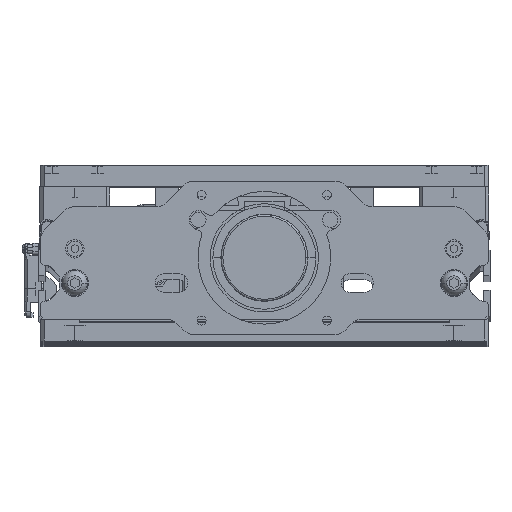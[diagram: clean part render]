
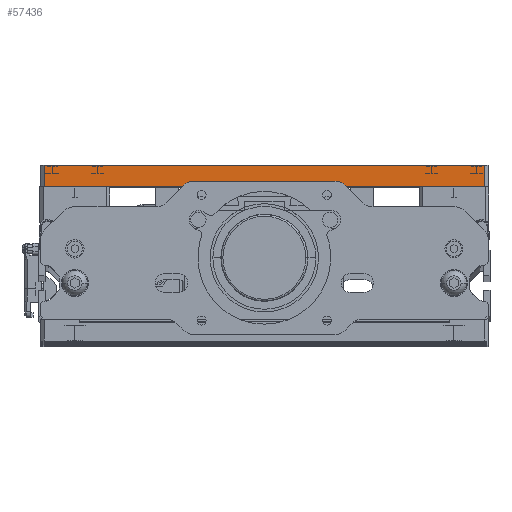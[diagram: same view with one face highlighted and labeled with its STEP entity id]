
A CAD part, top view. The second image highlights one B-rep face of the part: STEP entity #57436.
In plain terms, the highlighted planar face has unit normal (0, 0, 1).
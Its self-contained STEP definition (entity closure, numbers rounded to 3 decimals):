
#7301 = EDGE_CURVE ( 'NONE', #62630, #13149, #57426, .T. ) ;
#13149 = VERTEX_POINT ( 'NONE', #33174 ) ;
#14862 = DIRECTION ( 'NONE',  ( 0., 0., 1. ) ) ;
#18637 = EDGE_LOOP ( 'NONE', ( #94963, #95651, #37963, #31786 ) ) ;
#19446 = DIRECTION ( 'NONE',  ( 0., 1., 0. ) ) ;
#20409 = CARTESIAN_POINT ( 'NONE',  ( 122., 88., 335. ) ) ;
#24378 = LINE ( 'NONE', #69325, #69134 ) ;
#24679 = FACE_OUTER_BOUND ( 'NONE', #18637, .T. ) ;
#25650 = LINE ( 'NONE', #79452, #36916 ) ;
#25699 = CARTESIAN_POINT ( 'NONE',  ( -122., 88., 335. ) ) ;
#30084 = VERTEX_POINT ( 'NONE', #76334 ) ;
#31786 = ORIENTED_EDGE ( 'NONE', *, *, #7301, .T. ) ;
#33174 = CARTESIAN_POINT ( 'NONE',  ( 122., 100., 335. ) ) ;
#34337 = VECTOR ( 'NONE', #19446, 1000. ) ;
#34568 = DIRECTION ( 'NONE',  ( 0., 1., 0. ) ) ;
#34945 = CARTESIAN_POINT ( 'NONE',  ( -122., 88., 335. ) ) ;
#36916 = VECTOR ( 'NONE', #70592, 1000. ) ;
#37963 = ORIENTED_EDGE ( 'NONE', *, *, #95320, .T. ) ;
#45637 = DIRECTION ( 'NONE',  ( 1., 0., 0. ) ) ;
#48531 = EDGE_CURVE ( 'NONE', #70743, #30084, #79496, .T. ) ;
#57426 = LINE ( 'NONE', #20409, #34337 ) ;
#57436 = ADVANCED_FACE ( 'NONE', ( #24679 ), #91796, .T. ) ;
#57705 = EDGE_CURVE ( 'NONE', #30084, #13149, #25650, .T. ) ;
#62630 = VERTEX_POINT ( 'NONE', #91683 ) ;
#66850 = AXIS2_PLACEMENT_3D ( 'NONE', #82494, #14862, #68645 ) ;
#68645 = DIRECTION ( 'NONE',  ( 1., 0., 0. ) ) ;
#69134 = VECTOR ( 'NONE', #45637, 1000. ) ;
#69325 = CARTESIAN_POINT ( 'NONE',  ( -122., 88., 335. ) ) ;
#70592 = DIRECTION ( 'NONE',  ( 1., 0., 0. ) ) ;
#70743 = VERTEX_POINT ( 'NONE', #34945 ) ;
#76334 = CARTESIAN_POINT ( 'NONE',  ( -122., 100., 335. ) ) ;
#79452 = CARTESIAN_POINT ( 'NONE',  ( -122., 100., 335. ) ) ;
#79496 = LINE ( 'NONE', #25699, #91387 ) ;
#82494 = CARTESIAN_POINT ( 'NONE',  ( -122., 88., 335. ) ) ;
#91387 = VECTOR ( 'NONE', #34568, 1000. ) ;
#91683 = CARTESIAN_POINT ( 'NONE',  ( 122., 88., 335. ) ) ;
#91796 = PLANE ( 'NONE',  #66850 ) ;
#94963 = ORIENTED_EDGE ( 'NONE', *, *, #57705, .F. ) ;
#95320 = EDGE_CURVE ( 'NONE', #70743, #62630, #24378, .T. ) ;
#95651 = ORIENTED_EDGE ( 'NONE', *, *, #48531, .F. ) ;
